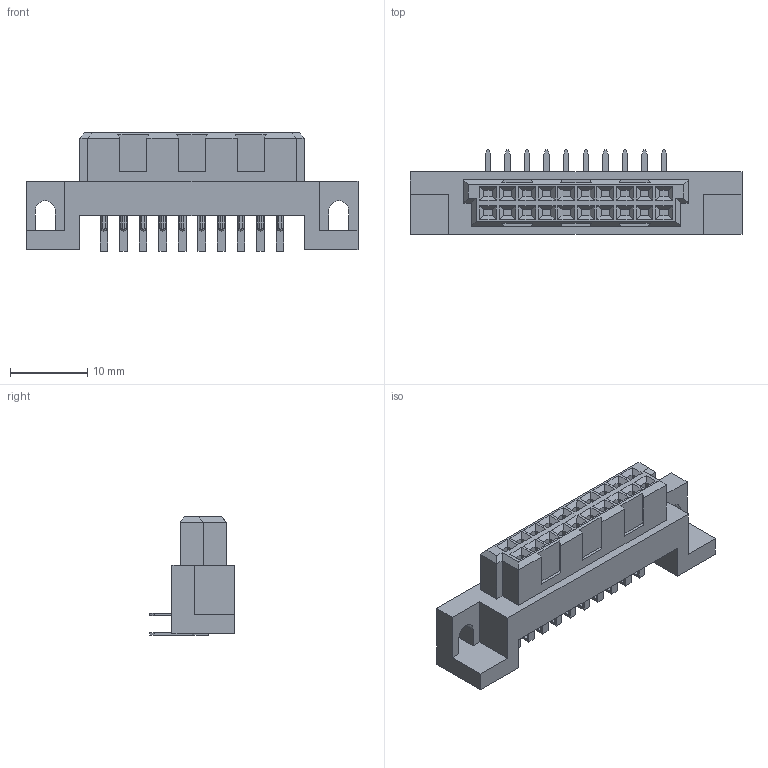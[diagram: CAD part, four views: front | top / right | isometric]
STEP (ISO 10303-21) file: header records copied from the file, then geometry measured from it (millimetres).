
FILE_DESCRIPTION(('CoCreate Modeling STEP Export'),'2;1');
FILE_NAME('PCN10C-20S-2.54DS.stp','2011-09-27T17:36:02',(''),(''),'CoCreate Modeling STEP processor for AP214 (Solid Model)','CoCreate Modeling 17.0 01-Apr-2010 (C) Parametric Technology GmbH','');
FILE_SCHEMA(('AUTOMOTIVE_DESIGN { 1 0 10303 214 1 1 1 1 }'));
Length unit declared in the file: millimetre
Products named in the file (1): PCN10C-20S-2.54DS
Bounding box: 43.1 x 11 x 15.35 mm (x, y, z)
Volume: 2593.9 mm3; surface area: 2775.1 mm2
Topology: 1 solids, 1 shells, 543 faces, 1418 edges, 916 vertices
Faces by surface type: plane 511, cylinder 22, torus 10
Entity records: 16132 total; most frequent: CARTESIAN_POINT 2845, ORIENTED_EDGE 2836, DIRECTION 2519, EDGE_CURVE 1418, VECTOR 1339, LINE 1339, VERTEX_POINT 916, AXIS2_PLACEMENT_3D 590
